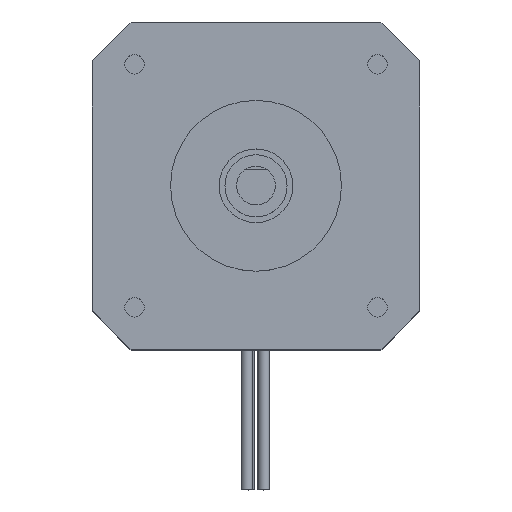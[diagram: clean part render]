
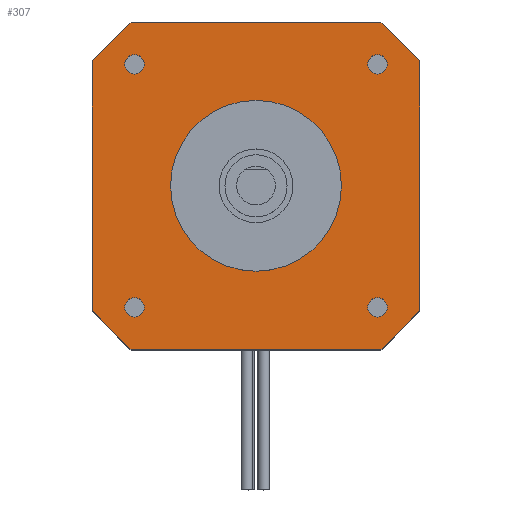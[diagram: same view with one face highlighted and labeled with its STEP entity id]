
A CAD part, top view. The second image highlights one B-rep face of the part: STEP entity #307.
In plain terms, the highlighted planar face has unit normal (0, 0, 1).
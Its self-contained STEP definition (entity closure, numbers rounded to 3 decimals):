
#161=FACE_BOUND('',#520,.T.);
#162=FACE_BOUND('',#521,.T.);
#163=FACE_BOUND('',#522,.T.);
#164=FACE_BOUND('',#523,.T.);
#165=FACE_BOUND('',#524,.T.);
#166=FACE_BOUND('',#525,.T.);
#250=CIRCLE('',#1479,1.25);
#251=CIRCLE('',#1480,1.25);
#252=CIRCLE('',#1481,1.25);
#253=CIRCLE('',#1482,1.25);
#254=CIRCLE('',#1483,11.);
#307=ADVANCED_FACE('',(#161,#162,#163,#164,#165,#166),#398,.F.);
#398=PLANE('',#1484);
#520=EDGE_LOOP('',(#683));
#521=EDGE_LOOP('',(#684));
#522=EDGE_LOOP('',(#685));
#523=EDGE_LOOP('',(#686));
#524=EDGE_LOOP('',(#687));
#525=EDGE_LOOP('',(#688,#689,#690,#691,#692,#693,#694,#695));
#683=ORIENTED_EDGE('',*,*,#1124,.F.);
#684=ORIENTED_EDGE('',*,*,#1125,.F.);
#685=ORIENTED_EDGE('',*,*,#1126,.F.);
#686=ORIENTED_EDGE('',*,*,#1127,.F.);
#687=ORIENTED_EDGE('',*,*,#1128,.F.);
#688=ORIENTED_EDGE('',*,*,#1109,.F.);
#689=ORIENTED_EDGE('',*,*,#1129,.T.);
#690=ORIENTED_EDGE('',*,*,#1103,.F.);
#691=ORIENTED_EDGE('',*,*,#1130,.T.);
#692=ORIENTED_EDGE('',*,*,#1101,.F.);
#693=ORIENTED_EDGE('',*,*,#1131,.T.);
#694=ORIENTED_EDGE('',*,*,#1113,.F.);
#695=ORIENTED_EDGE('',*,*,#1132,.T.);
#978=VERTEX_POINT('',#2024);
#979=VERTEX_POINT('',#2026);
#980=VERTEX_POINT('',#2030);
#981=VERTEX_POINT('',#2031);
#986=VERTEX_POINT('',#2042);
#987=VERTEX_POINT('',#2044);
#990=VERTEX_POINT('',#2051);
#991=VERTEX_POINT('',#2053);
#997=VERTEX_POINT('',#2072);
#998=VERTEX_POINT('',#2074);
#999=VERTEX_POINT('',#2076);
#1000=VERTEX_POINT('',#2078);
#1001=VERTEX_POINT('',#2080);
#1101=EDGE_CURVE('',#978,#979,#1262,.T.);
#1103=EDGE_CURVE('',#980,#981,#1264,.T.);
#1109=EDGE_CURVE('',#986,#987,#1270,.T.);
#1113=EDGE_CURVE('',#990,#991,#1274,.T.);
#1124=EDGE_CURVE('',#997,#997,#250,.T.);
#1125=EDGE_CURVE('',#998,#998,#251,.T.);
#1126=EDGE_CURVE('',#999,#999,#252,.T.);
#1127=EDGE_CURVE('',#1000,#1000,#253,.T.);
#1128=EDGE_CURVE('',#1001,#1001,#254,.T.);
#1129=EDGE_CURVE('',#986,#981,#1280,.T.);
#1130=EDGE_CURVE('',#980,#979,#1281,.T.);
#1131=EDGE_CURVE('',#978,#991,#1282,.T.);
#1132=EDGE_CURVE('',#990,#987,#1283,.T.);
#1262=LINE('',#2025,#1366);
#1264=LINE('',#2029,#1368);
#1270=LINE('',#2043,#1374);
#1274=LINE('',#2052,#1378);
#1280=LINE('',#2081,#1384);
#1281=LINE('',#2082,#1385);
#1282=LINE('',#2083,#1386);
#1283=LINE('',#2084,#1387);
#1366=VECTOR('',#1621,1.);
#1368=VECTOR('',#1625,1.);
#1374=VECTOR('',#1633,1.);
#1378=VECTOR('',#1639,1.);
#1384=VECTOR('',#1669,1.);
#1385=VECTOR('',#1670,1.);
#1386=VECTOR('',#1671,1.);
#1387=VECTOR('',#1672,1.);
#1479=AXIS2_PLACEMENT_3D('',#2071,#1659,#1660);
#1480=AXIS2_PLACEMENT_3D('',#2073,#1661,#1662);
#1481=AXIS2_PLACEMENT_3D('',#2075,#1663,#1664);
#1482=AXIS2_PLACEMENT_3D('',#2077,#1665,#1666);
#1483=AXIS2_PLACEMENT_3D('',#2079,#1667,#1668);
#1484=AXIS2_PLACEMENT_3D('',#2085,#1673,#1674);
#1621=DIRECTION('',(-1.,0.,0.));
#1625=DIRECTION('',(0.,1.,0.));
#1633=DIRECTION('',(1.,0.,0.));
#1639=DIRECTION('',(0.,-1.,0.));
#1659=DIRECTION('',(0.,0.,1.));
#1660=DIRECTION('',(0.,1.,0.));
#1661=DIRECTION('',(0.,0.,1.));
#1662=DIRECTION('',(1.,0.,0.));
#1663=DIRECTION('',(0.,0.,1.));
#1664=DIRECTION('',(-1.,0.,0.));
#1665=DIRECTION('',(0.,0.,1.));
#1666=DIRECTION('',(0.,-1.,0.));
#1667=DIRECTION('',(0.,0.,1.));
#1668=DIRECTION('',(1.,0.,0.));
#1669=DIRECTION('',(-0.707,-0.707,0.));
#1670=DIRECTION('',(0.707,-0.707,0.));
#1671=DIRECTION('',(0.707,0.707,0.));
#1672=DIRECTION('',(-0.707,0.707,0.));
#1673=DIRECTION('',(0.,0.,-1.));
#1674=DIRECTION('',(-1.,0.,0.));
#2024=CARTESIAN_POINT('',(12.2,-15.2,0.));
#2025=CARTESIAN_POINT('',(17.2,-15.2,0.));
#2026=CARTESIAN_POINT('',(-20.,-15.2,0.));
#2029=CARTESIAN_POINT('',(-25.,-15.2,0.));
#2030=CARTESIAN_POINT('',(-25.,-10.2,0.));
#2031=CARTESIAN_POINT('',(-25.,22.,0.));
#2042=CARTESIAN_POINT('',(-20.,27.,0.));
#2043=CARTESIAN_POINT('',(-25.,27.,0.));
#2044=CARTESIAN_POINT('',(12.2,27.,0.));
#2051=CARTESIAN_POINT('',(17.2,22.,0.));
#2052=CARTESIAN_POINT('',(17.2,27.,0.));
#2053=CARTESIAN_POINT('',(17.2,-10.2,0.));
#2071=CARTESIAN_POINT('',(-19.55,-9.75,0.));
#2072=CARTESIAN_POINT('',(-19.55,-8.5,0.));
#2073=CARTESIAN_POINT('',(-19.55,21.55,0.));
#2074=CARTESIAN_POINT('',(-18.3,21.55,0.));
#2075=CARTESIAN_POINT('',(11.75,-9.75,0.));
#2076=CARTESIAN_POINT('',(10.5,-9.75,0.));
#2077=CARTESIAN_POINT('',(11.75,21.55,0.));
#2078=CARTESIAN_POINT('',(11.75,20.3,0.));
#2079=CARTESIAN_POINT('',(-3.9,5.9,0.));
#2080=CARTESIAN_POINT('',(7.1,5.9,0.));
#2081=CARTESIAN_POINT('',(-20.,27.,0.));
#2082=CARTESIAN_POINT('',(-25.,-10.2,0.));
#2083=CARTESIAN_POINT('',(12.2,-15.2,0.));
#2084=CARTESIAN_POINT('',(17.2,22.,0.));
#2085=CARTESIAN_POINT('',(0.,0.,0.));
